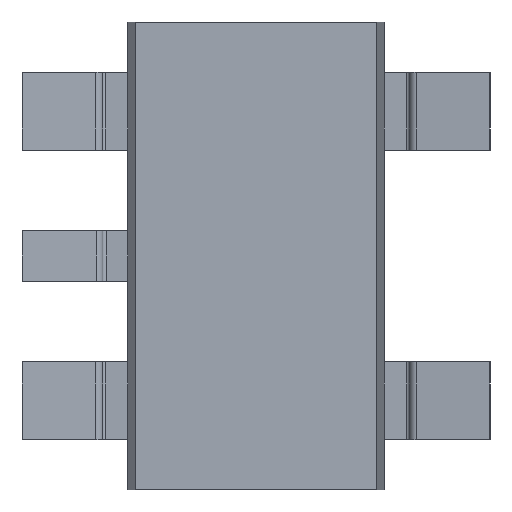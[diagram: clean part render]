
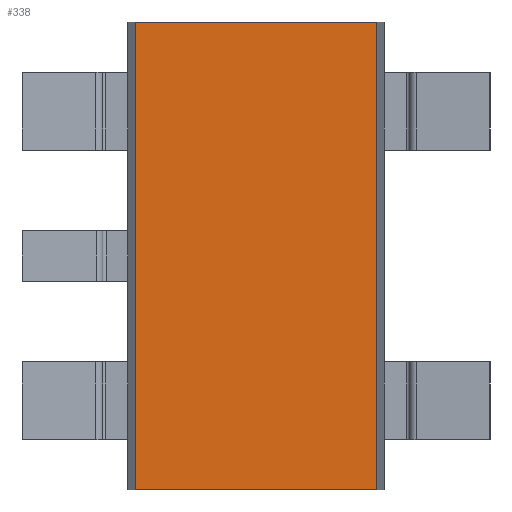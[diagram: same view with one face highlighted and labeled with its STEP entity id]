
A CAD part, front view. The second image highlights one B-rep face of the part: STEP entity #338.
In plain terms, the highlighted planar face has unit normal (0, -1, 0).
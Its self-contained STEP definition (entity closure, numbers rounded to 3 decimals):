
#256 = VERTEX_POINT ( 'NONE', #1330 ) ;
#257 = EDGE_LOOP ( 'NONE', ( #339, #265, #262, #264 ) ) ;
#262 = ORIENTED_EDGE ( 'NONE', *, *, #263, .F. ) ;
#263 = EDGE_CURVE ( 'NONE', #269, #267, #1321, .T. ) ;
#264 = ORIENTED_EDGE ( 'NONE', *, *, #276, .T. ) ;
#265 = ORIENTED_EDGE ( 'NONE', *, *, #266, .F. ) ;
#266 = EDGE_CURVE ( 'NONE', #267, #256, #1317, .T. ) ;
#267 = VERTEX_POINT ( 'NONE', #1313 ) ;
#269 = VERTEX_POINT ( 'NONE', #1312 ) ;
#272 = VERTEX_POINT ( 'NONE', #1365 ) ;
#276 = EDGE_CURVE ( 'NONE', #269, #272, #1363, .T. ) ;
#338 = ADVANCED_FACE ( 'NONE', ( #1528 ), #1512, .F. ) ;
#339 = ORIENTED_EDGE ( 'NONE', *, *, #340, .T. ) ;
#340 = EDGE_CURVE ( 'NONE', #272, #256, #1564, .T. ) ;
#1312 = CARTESIAN_POINT ( 'NONE',  ( -0.542, 0.05, 1.05 ) ) ;
#1313 = CARTESIAN_POINT ( 'NONE',  ( 0.542, 0.05, 1.05 ) ) ;
#1314 = DIRECTION ( 'NONE',  ( 0., 0., -1. ) ) ;
#1315 = VECTOR ( 'NONE', #1314, 1000. ) ;
#1316 = CARTESIAN_POINT ( 'NONE',  ( 0.542, 0.05, 1.05 ) ) ;
#1317 = LINE ( 'NONE', #1316, #1315 ) ;
#1318 = DIRECTION ( 'NONE',  ( 1., 0., 0. ) ) ;
#1319 = VECTOR ( 'NONE', #1318, 1000. ) ;
#1320 = CARTESIAN_POINT ( 'NONE',  ( -0.542, 0.05, 1.05 ) ) ;
#1321 = LINE ( 'NONE', #1320, #1319 ) ;
#1330 = CARTESIAN_POINT ( 'NONE',  ( 0.542, 0.05, -1.05 ) ) ;
#1360 = DIRECTION ( 'NONE',  ( 0., 0., -1. ) ) ;
#1361 = VECTOR ( 'NONE', #1360, 1000. ) ;
#1362 = CARTESIAN_POINT ( 'NONE',  ( -0.542, 0.05, 1.05 ) ) ;
#1363 = LINE ( 'NONE', #1362, #1361 ) ;
#1365 = CARTESIAN_POINT ( 'NONE',  ( -0.542, 0.05, -1.05 ) ) ;
#1512 = PLANE ( 'NONE',  #1513 ) ;
#1513 = AXIS2_PLACEMENT_3D ( 'NONE', #1567, #1566, #1565 ) ;
#1528 = FACE_OUTER_BOUND ( 'NONE', #257, .T. ) ;
#1561 = DIRECTION ( 'NONE',  ( 1., 0., 0. ) ) ;
#1562 = VECTOR ( 'NONE', #1561, 1000. ) ;
#1563 = CARTESIAN_POINT ( 'NONE',  ( -0.542, 0.05, -1.05 ) ) ;
#1564 = LINE ( 'NONE', #1563, #1562 ) ;
#1565 = DIRECTION ( 'NONE',  ( 0., 0., 1. ) ) ;
#1566 = DIRECTION ( 'NONE',  ( 0., 1., 0. ) ) ;
#1567 = CARTESIAN_POINT ( 'NONE',  ( -0.542, 0.05, 1.05 ) ) ;
